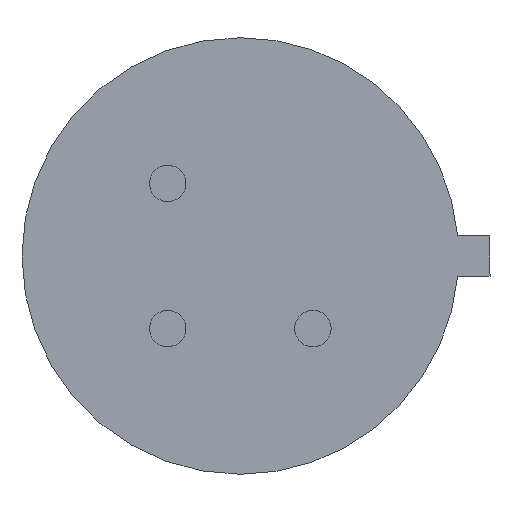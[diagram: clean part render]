
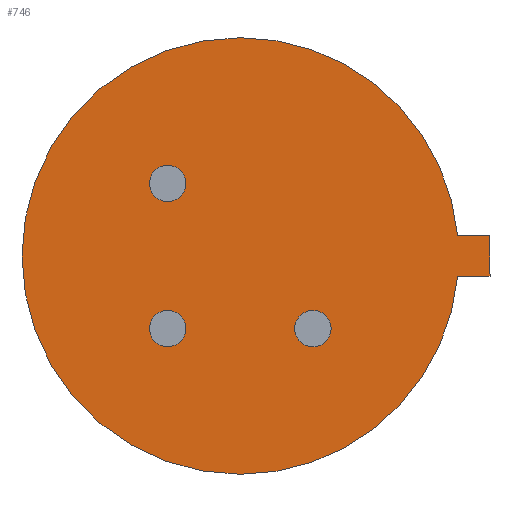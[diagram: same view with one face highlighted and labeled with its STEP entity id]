
A CAD part, front view. The second image highlights one B-rep face of the part: STEP entity #746.
In plain terms, the highlighted planar face has unit normal (0, -1, 0).
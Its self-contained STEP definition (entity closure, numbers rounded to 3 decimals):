
#90 = VECTOR ( 'NONE', #590, 1000. ) ;
#115 = DIRECTION ( 'NONE',  ( 0., 0., 1. ) ) ;
#133 = CARTESIAN_POINT ( 'NONE',  ( -0.898, 0., -0.898 ) ) ;
#146 = CIRCLE ( 'NONE', #255, 2.7 ) ;
#151 = CARTESIAN_POINT ( 'NONE',  ( 2.688, 0., -0.25 ) ) ;
#177 = DIRECTION ( 'NONE',  ( 0., 0., 1. ) ) ;
#183 = VERTEX_POINT ( 'NONE', #151 ) ;
#187 = DIRECTION ( 'NONE',  ( 0., 0., -1. ) ) ;
#193 = EDGE_CURVE ( 'NONE', #643, #903, #974, .T. ) ;
#201 = CARTESIAN_POINT ( 'NONE',  ( 0.898, 0., -0.898 ) ) ;
#205 = EDGE_CURVE ( 'NONE', #402, #183, #989, .T. ) ;
#210 = EDGE_CURVE ( 'NONE', #486, #183, #992, .T. ) ;
#215 = EDGE_CURVE ( 'NONE', #486, #646, #362, .T. ) ;
#216 = VERTEX_POINT ( 'NONE', #1182 ) ;
#238 = CARTESIAN_POINT ( 'NONE',  ( 0., 0., 0. ) ) ;
#245 = CARTESIAN_POINT ( 'NONE',  ( 0., 0., 0. ) ) ;
#247 = CARTESIAN_POINT ( 'NONE',  ( -0.898, 0., 0.673 ) ) ;
#248 = LINE ( 'NONE', #1344, #90 ) ;
#255 = AXIS2_PLACEMENT_3D ( 'NONE', #238, #905, #772 ) ;
#271 = DIRECTION ( 'NONE',  ( 0., -1., 0. ) ) ;
#294 = DIRECTION ( 'NONE',  ( 0., 0., 1. ) ) ;
#297 = CARTESIAN_POINT ( 'NONE',  ( 3.088, 0., -0.25 ) ) ;
#314 = CARTESIAN_POINT ( 'NONE',  ( -0.898, 0., 0.898 ) ) ;
#319 = CARTESIAN_POINT ( 'NONE',  ( 0., 0., 0. ) ) ;
#330 = EDGE_CURVE ( 'NONE', #646, #216, #248, .T. ) ;
#335 = EDGE_CURVE ( 'NONE', #771, #1130, #1337, .T. ) ;
#342 = EDGE_CURVE ( 'NONE', #1341, #1277, #1439, .T. ) ;
#347 = EDGE_CURVE ( 'NONE', #1277, #1341, #1470, .T. ) ;
#362 = LINE ( 'NONE', #935, #976 ) ;
#364 = PLANE ( 'NONE',  #727 ) ;
#367 = ORIENTED_EDGE ( 'NONE', *, *, #330, .T. ) ;
#375 = AXIS2_PLACEMENT_3D ( 'NONE', #245, #897, #707 ) ;
#378 = ORIENTED_EDGE ( 'NONE', *, *, #924, .F. ) ;
#380 = CARTESIAN_POINT ( 'NONE',  ( 0.898, 0., -0.898 ) ) ;
#381 = ORIENTED_EDGE ( 'NONE', *, *, #210, .F. ) ;
#397 = AXIS2_PLACEMENT_3D ( 'NONE', #201, #1216, #115 ) ;
#402 = VERTEX_POINT ( 'NONE', #569 ) ;
#430 = CARTESIAN_POINT ( 'NONE',  ( -0.898, 0., -1.123 ) ) ;
#436 = EDGE_LOOP ( 'NONE', ( #910, #378 ) ) ;
#451 = EDGE_LOOP ( 'NONE', ( #1368, #1503 ) ) ;
#459 = CIRCLE ( 'NONE', #654, 0.225 ) ;
#471 = ORIENTED_EDGE ( 'NONE', *, *, #215, .T. ) ;
#486 = VERTEX_POINT ( 'NONE', #297 ) ;
#541 = AXIS2_PLACEMENT_3D ( 'NONE', #552, #902, #1231 ) ;
#545 = AXIS2_PLACEMENT_3D ( 'NONE', #133, #663, #177 ) ;
#552 = CARTESIAN_POINT ( 'NONE',  ( -0.898, 0., -0.898 ) ) ;
#569 = CARTESIAN_POINT ( 'NONE',  ( 0., 0., -2.7 ) ) ;
#590 = DIRECTION ( 'NONE',  ( -1., 0., 0. ) ) ;
#598 = AXIS2_PLACEMENT_3D ( 'NONE', #380, #1461, #1164 ) ;
#613 = EDGE_LOOP ( 'NONE', ( #615, #870, #1452, #381, #471, #367 ) ) ;
#615 = ORIENTED_EDGE ( 'NONE', *, *, #661, .T. ) ;
#643 = VERTEX_POINT ( 'NONE', #753 ) ;
#646 = VERTEX_POINT ( 'NONE', #1413 ) ;
#651 = VECTOR ( 'NONE', #1167, 1000. ) ;
#654 = AXIS2_PLACEMENT_3D ( 'NONE', #1451, #1448, #1445 ) ;
#661 = EDGE_CURVE ( 'NONE', #216, #1011, #855, .T. ) ;
#663 = DIRECTION ( 'NONE',  ( 0., -1., 0. ) ) ;
#707 = DIRECTION ( 'NONE',  ( 0., 0., -1. ) ) ;
#727 = AXIS2_PLACEMENT_3D ( 'NONE', #844, #842, #756 ) ;
#738 = ORIENTED_EDGE ( 'NONE', *, *, #347, .F. ) ;
#746 = ADVANCED_FACE ( 'NONE', ( #1386, #1384, #1381, #1362 ), #364, .F. ) ;
#753 = CARTESIAN_POINT ( 'NONE',  ( 0.898, 0., -0.673 ) ) ;
#756 = DIRECTION ( 'NONE',  ( 0., 0., 1. ) ) ;
#757 = CARTESIAN_POINT ( 'NONE',  ( 0., 0., -0.25 ) ) ;
#771 = VERTEX_POINT ( 'NONE', #1260 ) ;
#772 = DIRECTION ( 'NONE',  ( 0., 0., -1. ) ) ;
#842 = DIRECTION ( 'NONE',  ( 0., 1., 0. ) ) ;
#844 = CARTESIAN_POINT ( 'NONE',  ( 2.7, 0., 0. ) ) ;
#855 = CIRCLE ( 'NONE', #930, 2.7 ) ;
#865 = EDGE_LOOP ( 'NONE', ( #738, #891 ) ) ;
#870 = ORIENTED_EDGE ( 'NONE', *, *, #1224, .T. ) ;
#877 = DIRECTION ( 'NONE',  ( 0., -1., 0. ) ) ;
#891 = ORIENTED_EDGE ( 'NONE', *, *, #342, .F. ) ;
#897 = DIRECTION ( 'NONE',  ( 0., -1., 0. ) ) ;
#902 = DIRECTION ( 'NONE',  ( 0., -1., 0. ) ) ;
#903 = VERTEX_POINT ( 'NONE', #1073 ) ;
#905 = DIRECTION ( 'NONE',  ( 0., -1., 0. ) ) ;
#910 = ORIENTED_EDGE ( 'NONE', *, *, #193, .F. ) ;
#924 = EDGE_CURVE ( 'NONE', #903, #643, #1272, .T. ) ;
#930 = AXIS2_PLACEMENT_3D ( 'NONE', #319, #877, #187 ) ;
#935 = CARTESIAN_POINT ( 'NONE',  ( 3.088, 0., 0. ) ) ;
#947 = CARTESIAN_POINT ( 'NONE',  ( 0., 0., 2.7 ) ) ;
#974 = CIRCLE ( 'NONE', #598, 0.225 ) ;
#976 = VECTOR ( 'NONE', #1387, 1000. ) ;
#989 = CIRCLE ( 'NONE', #375, 2.7 ) ;
#992 = LINE ( 'NONE', #757, #651 ) ;
#1011 = VERTEX_POINT ( 'NONE', #947 ) ;
#1073 = CARTESIAN_POINT ( 'NONE',  ( 0.898, 0., -1.123 ) ) ;
#1130 = VERTEX_POINT ( 'NONE', #247 ) ;
#1164 = DIRECTION ( 'NONE',  ( 0., 0., 1. ) ) ;
#1167 = DIRECTION ( 'NONE',  ( -1., 0., 0. ) ) ;
#1182 = CARTESIAN_POINT ( 'NONE',  ( 2.688, 0., 0.25 ) ) ;
#1216 = DIRECTION ( 'NONE',  ( 0., -1., 0. ) ) ;
#1224 = EDGE_CURVE ( 'NONE', #1011, #402, #146, .T. ) ;
#1231 = DIRECTION ( 'NONE',  ( 0., 0., 1. ) ) ;
#1252 = AXIS2_PLACEMENT_3D ( 'NONE', #314, #271, #294 ) ;
#1260 = CARTESIAN_POINT ( 'NONE',  ( -0.898, 0., 1.123 ) ) ;
#1272 = CIRCLE ( 'NONE', #397, 0.225 ) ;
#1273 = EDGE_CURVE ( 'NONE', #1130, #771, #459, .T. ) ;
#1277 = VERTEX_POINT ( 'NONE', #1284 ) ;
#1284 = CARTESIAN_POINT ( 'NONE',  ( -0.898, 0., -0.673 ) ) ;
#1337 = CIRCLE ( 'NONE', #1252, 0.225 ) ;
#1341 = VERTEX_POINT ( 'NONE', #430 ) ;
#1344 = CARTESIAN_POINT ( 'NONE',  ( 0., 0., 0.25 ) ) ;
#1362 = FACE_BOUND ( 'NONE', #865, .T. ) ;
#1368 = ORIENTED_EDGE ( 'NONE', *, *, #335, .F. ) ;
#1381 = FACE_BOUND ( 'NONE', #451, .T. ) ;
#1384 = FACE_OUTER_BOUND ( 'NONE', #613, .T. ) ;
#1386 = FACE_BOUND ( 'NONE', #436, .T. ) ;
#1387 = DIRECTION ( 'NONE',  ( 0., 0., 1. ) ) ;
#1413 = CARTESIAN_POINT ( 'NONE',  ( 3.088, 0., 0.25 ) ) ;
#1439 = CIRCLE ( 'NONE', #545, 0.225 ) ;
#1445 = DIRECTION ( 'NONE',  ( 0., 0., 1. ) ) ;
#1448 = DIRECTION ( 'NONE',  ( 0., -1., 0. ) ) ;
#1451 = CARTESIAN_POINT ( 'NONE',  ( -0.898, 0., 0.898 ) ) ;
#1452 = ORIENTED_EDGE ( 'NONE', *, *, #205, .T. ) ;
#1461 = DIRECTION ( 'NONE',  ( 0., -1., 0. ) ) ;
#1470 = CIRCLE ( 'NONE', #541, 0.225 ) ;
#1503 = ORIENTED_EDGE ( 'NONE', *, *, #1273, .F. ) ;
